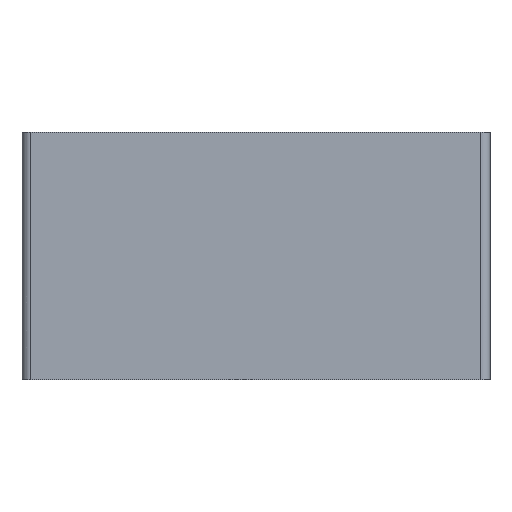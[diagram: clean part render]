
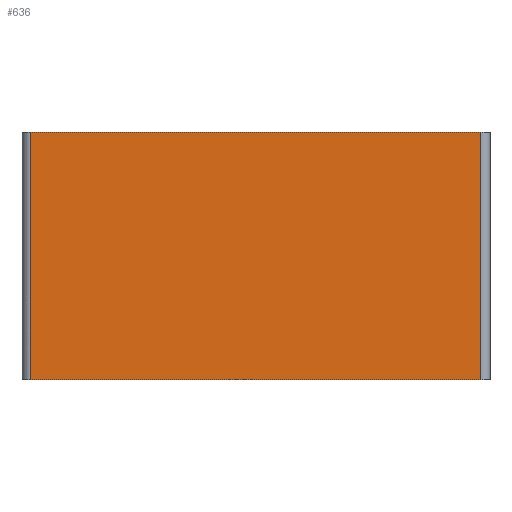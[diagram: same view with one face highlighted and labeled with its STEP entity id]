
A CAD part, front view. The second image highlights one B-rep face of the part: STEP entity #636.
In plain terms, the highlighted planar face has unit normal (0, -1, 0).
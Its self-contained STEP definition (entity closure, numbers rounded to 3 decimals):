
#98 = VERTEX_POINT('',#99);
#99 = CARTESIAN_POINT('',(1.,0.,0.));
#106 = EDGE_CURVE('',#98,#107,#109,.T.);
#107 = VERTEX_POINT('',#108);
#108 = CARTESIAN_POINT('',(51.,0.,0.));
#109 = LINE('',#110,#111);
#110 = CARTESIAN_POINT('',(0.,0.,0.));
#111 = VECTOR('',#112,1.);
#112 = DIRECTION('',(1.,0.,0.));
#409 = VERTEX_POINT('',#410);
#410 = CARTESIAN_POINT('',(1.,0.,27.5));
#417 = EDGE_CURVE('',#409,#418,#420,.T.);
#418 = VERTEX_POINT('',#419);
#419 = CARTESIAN_POINT('',(51.,0.,27.5));
#420 = LINE('',#421,#422);
#421 = CARTESIAN_POINT('',(0.,0.,27.5));
#422 = VECTOR('',#423,1.);
#423 = DIRECTION('',(1.,0.,0.));
#607 = EDGE_CURVE('',#98,#409,#608,.T.);
#608 = LINE('',#609,#610);
#609 = CARTESIAN_POINT('',(1.,0.,0.));
#610 = VECTOR('',#611,1.);
#611 = DIRECTION('',(0.,0.,1.));
#636 = ADVANCED_FACE('',(#637),#648,.F.);
#637 = FACE_BOUND('',#638,.F.);
#638 = EDGE_LOOP('',(#639,#640,#641,#642));
#639 = ORIENTED_EDGE('',*,*,#106,.F.);
#640 = ORIENTED_EDGE('',*,*,#607,.T.);
#641 = ORIENTED_EDGE('',*,*,#417,.T.);
#642 = ORIENTED_EDGE('',*,*,#643,.F.);
#643 = EDGE_CURVE('',#107,#418,#644,.T.);
#644 = LINE('',#645,#646);
#645 = CARTESIAN_POINT('',(51.,0.,0.));
#646 = VECTOR('',#647,1.);
#647 = DIRECTION('',(0.,0.,1.));
#648 = PLANE('',#649);
#649 = AXIS2_PLACEMENT_3D('',#650,#651,#652);
#650 = CARTESIAN_POINT('',(0.,0.,0.));
#651 = DIRECTION('',(0.,1.,0.));
#652 = DIRECTION('',(1.,0.,0.));
